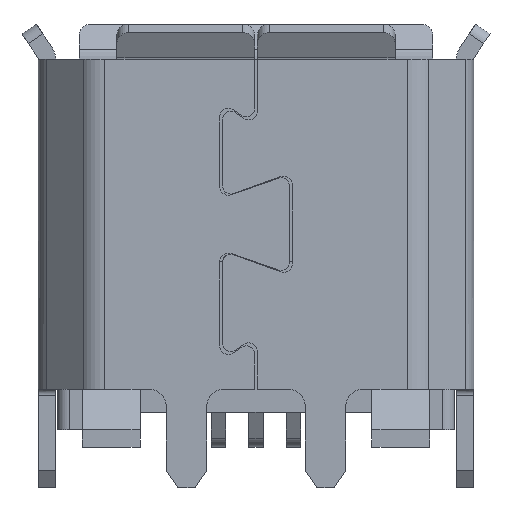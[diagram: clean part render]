
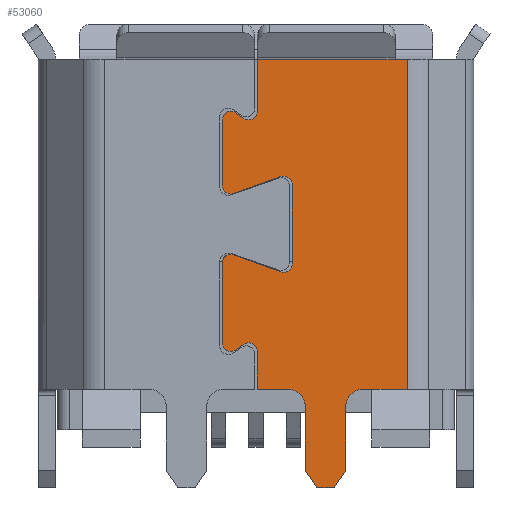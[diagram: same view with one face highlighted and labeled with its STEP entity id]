
A CAD part, front view. The second image highlights one B-rep face of the part: STEP entity #53060.
In plain terms, the highlighted planar face has unit normal (0, -1, 0).
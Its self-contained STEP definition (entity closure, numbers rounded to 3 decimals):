
#23580=CARTESIAN_POINT('',(-1.035,1.068,0.79));
#23590=VERTEX_POINT('',#23580);
#23620=CARTESIAN_POINT('',(-0.895,1.068,0.79));
#23630=DIRECTION('',(0.,-1.,0.));
#23640=DIRECTION('',(-1.,0.,0.));
#23650=AXIS2_PLACEMENT_3D('',#23620,#23630,#23640);
#23660=CIRCLE('',#23650,0.14);
#23670=CARTESIAN_POINT('',(-0.817,1.068,0.674
));
#23680=VERTEX_POINT('',#23670);
#23690=EDGE_CURVE('',#23590,#23680,#23660,.T.);
#25350=CARTESIAN_POINT('',(1.09,1.068,-0.3));
#25360=VERTEX_POINT('',#25350);
#25590=CARTESIAN_POINT('',(1.09,1.068,-1.4));
#25600=VERTEX_POINT('',#25590);
#25630=CARTESIAN_POINT('',(1.09,1.068,0.));
#25640=DIRECTION('',(0.,0.,1.));
#25650=VECTOR('',#25640,1.);
#25660=LINE('',#25630,#25650);
#25670=EDGE_CURVE('',#25600,#25360,#25660,.T.);
#32090=CARTESIAN_POINT('',(1.54,1.068,0.));
#32100=VERTEX_POINT('',#32090);
#34890=CARTESIAN_POINT('',(0.89,1.068,-1.7));
#34900=VERTEX_POINT('',#34890);
#35070=CARTESIAN_POINT('',(0.59,1.068,-1.7));
#35080=VERTEX_POINT('',#35070);
#35110=CARTESIAN_POINT('',(0.,1.068,-1.7));
#35120=DIRECTION('',(1.,0.,0.));
#35130=VECTOR('',#35120,1.);
#35140=LINE('',#35110,#35130);
#35150=EDGE_CURVE('',#35080,#34900,#35140,.T.);
#36570=CARTESIAN_POINT('',(1.39,1.068,0.));
#36580=VERTEX_POINT('',#36570);
#36610=CARTESIAN_POINT('',(0.,1.068,0.));
#36620=DIRECTION('',(1.,0.,0.));
#36630=VECTOR('',#36620,1.);
#36640=LINE('',#36610,#36630);
#36650=EDGE_CURVE('',#36580,#32100,#36640,.T.);
#36760=CARTESIAN_POINT('',(1.39,1.068,-0.3));
#36770=DIRECTION('',(0.,1.,0.));
#36780=DIRECTION('',(1.,0.,0.));
#36790=AXIS2_PLACEMENT_3D('',#36760,#36770,#36780);
#36800=CIRCLE('',#36790,0.3);
#36810=EDGE_CURVE('',#25360,#36580,#36800,.T.);
#43600=CARTESIAN_POINT('',(0.39,1.068,0.));
#43610=DIRECTION('',(0.,0.,1.));
#43620=VECTOR('',#43610,1.);
#43630=LINE('',#43600,#43620);
#43640=CARTESIAN_POINT('',(0.39,1.068,-1.4));
#43650=VERTEX_POINT('',#43640);
#43660=CARTESIAN_POINT('',(0.39,1.068,-0.3));
#43670=VERTEX_POINT('',#43660);
#43680=EDGE_CURVE('',#43650,#43670,#43630,.T.);
#44140=CARTESIAN_POINT('',(-0.544,1.068,0.));
#44150=DIRECTION('',(-0.555,0.,0.832));
#44160=VECTOR('',#44150,1.);
#44170=LINE('',#44140,#44160);
#44180=EDGE_CURVE('',#35080,#43650,#44170,.T.);
#44740=CARTESIAN_POINT('',(0.,1.068,1.229));
#44750=DIRECTION('',(-0.827,0.,-0.562));
#44760=VECTOR('',#44750,1.);
#44770=LINE('',#44740,#44760);
#44780=CARTESIAN_POINT('',(-0.67,1.068,0.774
));
#44790=VERTEX_POINT('',#44780);
#44800=EDGE_CURVE('',#44790,#23680,#44770,.T.);
#45050=CARTESIAN_POINT('',(-0.585,1.068,0.65));
#45060=DIRECTION('',(0.,-1.,0.));
#45070=DIRECTION('',(-1.,0.,0.));
#45080=AXIS2_PLACEMENT_3D('',#45050,#45060,#45070);
#45090=CIRCLE('',#45080,0.15);
#45100=CARTESIAN_POINT('',(-0.435,1.068,0.65));
#45110=VERTEX_POINT('',#45100);
#45120=EDGE_CURVE('',#45110,#44790,#45090,.T.);
#50510=CARTESIAN_POINT('',(2.155,1.068,5.7));
#50520=VERTEX_POINT('',#50510);
#50550=CARTESIAN_POINT('',(0.,1.068,5.7));
#50560=DIRECTION('',(1.,0.,0.));
#50570=VECTOR('',#50560,1.);
#50580=LINE('',#50550,#50570);
#50590=CARTESIAN_POINT('',(1.94,1.068,5.7));
#50600=VERTEX_POINT('',#50590);
#50610=EDGE_CURVE('',#50600,#50520,#50580,.T.);
#51300=CARTESIAN_POINT('',(-1.115,1.068,-1.885));
#51310=DIRECTION('',(-0.,-1.,-0.));
#51320=DIRECTION('',(-1.,0.,0.));
#51330=AXIS2_PLACEMENT_3D('',#51300,#51310,#51320);
#51340=PLANE('',#51330);
#51350=CARTESIAN_POINT('',(0.015,1.068,2.17));
#51360=DIRECTION('',(0.,-1.,0.));
#51370=DIRECTION('',(-1.,0.,0.));
#51380=AXIS2_PLACEMENT_3D('',#51350,#51360,#51370);
#51390=CIRCLE('',#51380,0.15);
#51400=CARTESIAN_POINT('',(-0.036,1.068,2.029))
;
#51410=VERTEX_POINT('',#51400);
#51420=CARTESIAN_POINT('',(0.165,1.068,2.17));
#51430=VERTEX_POINT('',#51420);
#51440=EDGE_CURVE('',#51410,#51430,#51390,.T.);
#51450=ORIENTED_EDGE('',*,*,#51440,.F.);
#51460=CARTESIAN_POINT('',(0.165,1.068,0.));
#51470=DIRECTION('',(0.,0.,1.));
#51480=VECTOR('',#51470,1.);
#51490=LINE('',#51460,#51480);
#51500=CARTESIAN_POINT('',(0.165,1.068,3.53));
#51510=VERTEX_POINT('',#51500);
#51520=EDGE_CURVE('',#51430,#51510,#51490,.T.);
#51530=ORIENTED_EDGE('',*,*,#51520,.F.);
#51540=CARTESIAN_POINT('',(0.015,1.068,3.53));
#51550=DIRECTION('',(0.,-1.,0.));
#51560=DIRECTION('',(-1.,0.,0.));
#51570=AXIS2_PLACEMENT_3D('',#51540,#51550,#51560);
#51580=CIRCLE('',#51570,0.15);
#51590=CARTESIAN_POINT('',(-0.036,1.068,3.671))
;
#51600=VERTEX_POINT('',#51590);
#51610=EDGE_CURVE('',#51510,#51600,#51580,.T.);
#51620=ORIENTED_EDGE('',*,*,#51610,.F.);
#51630=CARTESIAN_POINT('',(0.,1.068,3.684));
#51640=DIRECTION('',(-0.941,0.,-0.339));
#51650=VECTOR('',#51640,1.);
#51660=LINE('',#51630,#51650);
#51670=CARTESIAN_POINT('',(-0.848,1.068,3.378)
);
#51680=VERTEX_POINT('',#51670);
#51690=EDGE_CURVE('',#51600,#51680,#51660,.T.);
#51700=ORIENTED_EDGE('',*,*,#51690,.F.);
#51710=CARTESIAN_POINT('',(-0.895,1.068,3.51));
#51720=DIRECTION('',(0.,-1.,0.));
#51730=DIRECTION('',(-1.,0.,0.));
#51740=AXIS2_PLACEMENT_3D('',#51710,#51720,#51730);
#51750=CIRCLE('',#51740,0.14);
#51760=CARTESIAN_POINT('',(-1.035,1.068,3.51));
#51770=VERTEX_POINT('',#51760);
#51780=EDGE_CURVE('',#51770,#51680,#51750,.T.);
#51790=ORIENTED_EDGE('',*,*,#51780,.T.);
#51800=CARTESIAN_POINT('',(-1.035,1.068,0.));
#51810=DIRECTION('',(0.,0.,1.));
#51820=VECTOR('',#51810,1.);
#51830=LINE('',#51800,#51820);
#51840=CARTESIAN_POINT('',(-1.035,1.068,4.66));
#51850=VERTEX_POINT('',#51840);
#51860=EDGE_CURVE('',#51770,#51850,#51830,.T.);
#51870=ORIENTED_EDGE('',*,*,#51860,.F.);
#51880=CARTESIAN_POINT('',(-0.895,1.068,4.66));
#51890=DIRECTION('',(0.,-1.,0.));
#51900=DIRECTION('',(-1.,0.,0.));
#51910=AXIS2_PLACEMENT_3D('',#51880,#51890,#51900);
#51920=CIRCLE('',#51910,0.14);
#51930=CARTESIAN_POINT('',(-0.817,1.068,4.776)
);
#51940=VERTEX_POINT('',#51930);
#51950=EDGE_CURVE('',#51940,#51850,#51920,.T.);
#51960=ORIENTED_EDGE('',*,*,#51950,.T.);
#51970=CARTESIAN_POINT('',(0.,1.068,4.221));
#51980=DIRECTION('',(0.827,0.,-0.562));
#51990=VECTOR('',#51980,1.);
#52000=LINE('',#51970,#51990);
#52010=CARTESIAN_POINT('',(-0.67,1.068,4.676)
);
#52020=VERTEX_POINT('',#52010);
#52030=EDGE_CURVE('',#51940,#52020,#52000,.T.);
#52040=ORIENTED_EDGE('',*,*,#52030,.F.);
#52050=CARTESIAN_POINT('',(-0.585,1.068,4.8));
#52060=DIRECTION('',(0.,-1.,0.));
#52070=DIRECTION('',(-1.,0.,0.));
#52080=AXIS2_PLACEMENT_3D('',#52050,#52060,#52070);
#52090=CIRCLE('',#52080,0.15);
#52100=CARTESIAN_POINT('',(-0.435,1.068,4.8));
#52110=VERTEX_POINT('',#52100);
#52120=EDGE_CURVE('',#52020,#52110,#52090,.T.);
#52130=ORIENTED_EDGE('',*,*,#52120,.F.);
#52140=CARTESIAN_POINT('',(-0.435,1.068,0.));
#52150=DIRECTION('',(0.,0.,1.));
#52160=VECTOR('',#52150,1.);
#52170=LINE('',#52140,#52160);
#52180=CARTESIAN_POINT('',(-0.435,1.068,5.7));
#52190=VERTEX_POINT('',#52180);
#52200=EDGE_CURVE('',#52110,#52190,#52170,.T.);
#52210=ORIENTED_EDGE('',*,*,#52200,.F.);
#52220=CARTESIAN_POINT('',(1.999,1.068,5.7));
#52230=DIRECTION('',(-1.,0.,0.));
#52240=VECTOR('',#52230,1.);
#52250=LINE('',#52220,#52240);
#52260=EDGE_CURVE('',#50600,#52190,#52250,.T.);
#52270=ORIENTED_EDGE('',*,*,#52260,.T.);
#52280=ORIENTED_EDGE('',*,*,#50610,.F.);
#52290=CARTESIAN_POINT('',(2.155,1.068,0.));
#52300=DIRECTION('',(0.,0.,1.));
#52310=VECTOR('',#52300,1.);
#52320=LINE('',#52290,#52310);
#52330=CARTESIAN_POINT('',(2.155,1.068,0.));
#52340=VERTEX_POINT('',#52330);
#52350=EDGE_CURVE('',#52340,#50520,#52320,.T.);
#52360=ORIENTED_EDGE('',*,*,#52350,.T.);
#52370=CARTESIAN_POINT('',(0.,1.068,0.));
#52380=DIRECTION('',(1.,0.,0.));
#52390=VECTOR('',#52380,1.);
#52400=LINE('',#52370,#52390);
#52410=EDGE_CURVE('',#32100,#52340,#52400,.T.);
#52420=ORIENTED_EDGE('',*,*,#52410,.T.);
#52430=ORIENTED_EDGE('',*,*,#36650,.T.);
#52440=ORIENTED_EDGE('',*,*,#36810,.T.);
#52450=ORIENTED_EDGE('',*,*,#25670,.T.);
#52460=CARTESIAN_POINT('',(2.023,1.068,0.));
#52470=DIRECTION('',(0.555,0.,0.832));
#52480=VECTOR('',#52470,1.);
#52490=LINE('',#52460,#52480);
#52500=EDGE_CURVE('',#34900,#25600,#52490,.T.);
#52510=ORIENTED_EDGE('',*,*,#52500,.T.);
#52520=ORIENTED_EDGE('',*,*,#35150,.T.);
#52530=ORIENTED_EDGE('',*,*,#44180,.F.);
#52540=ORIENTED_EDGE('',*,*,#43680,.F.);
#52550=CARTESIAN_POINT('',(0.09,1.068,-0.3));
#52560=DIRECTION('',(0.,-1.,0.));
#52570=DIRECTION('',(-1.,0.,0.));
#52580=AXIS2_PLACEMENT_3D('',#52550,#52560,#52570);
#52590=CIRCLE('',#52580,0.3);
#52600=CARTESIAN_POINT('',(0.09,1.068,0.));
#52610=VERTEX_POINT('',#52600);
#52620=EDGE_CURVE('',#43670,#52610,#52590,.T.);
#52630=ORIENTED_EDGE('',*,*,#52620,.F.);
#52640=CARTESIAN_POINT('',(0.,1.068,0.));
#52650=DIRECTION('',(1.,0.,0.));
#52660=VECTOR('',#52650,1.);
#52670=LINE('',#52640,#52660);
#52680=CARTESIAN_POINT('',(-0.435,1.068,0.));
#52690=VERTEX_POINT('',#52680);
#52700=EDGE_CURVE('',#52690,#52610,#52670,.T.);
#52710=ORIENTED_EDGE('',*,*,#52700,.T.);
#52720=CARTESIAN_POINT('',(-0.435,1.068,0.));
#52730=DIRECTION('',(0.,0.,1.));
#52740=VECTOR('',#52730,1.);
#52750=LINE('',#52720,#52740);
#52760=EDGE_CURVE('',#52690,#45110,#52750,.T.);
#52770=ORIENTED_EDGE('',*,*,#52760,.F.);
#52780=ORIENTED_EDGE('',*,*,#45120,.F.);
#52790=ORIENTED_EDGE('',*,*,#44800,.F.);
#52800=ORIENTED_EDGE('',*,*,#23690,.T.);
#52810=CARTESIAN_POINT('',(-1.035,1.068,0.));
#52820=DIRECTION('',(0.,0.,1.));
#52830=VECTOR('',#52820,1.);
#52840=LINE('',#52810,#52830);
#52850=CARTESIAN_POINT('',(-1.035,1.068,2.19));
#52860=VERTEX_POINT('',#52850);
#52870=EDGE_CURVE('',#23590,#52860,#52840,.T.);
#52880=ORIENTED_EDGE('',*,*,#52870,.F.);
#52890=CARTESIAN_POINT('',(-0.895,1.068,2.19));
#52900=DIRECTION('',(0.,-1.,0.));
#52910=DIRECTION('',(-1.,0.,0.));
#52920=AXIS2_PLACEMENT_3D('',#52890,#52900,#52910);
#52930=CIRCLE('',#52920,0.14);
#52940=CARTESIAN_POINT('',(-0.848,1.068,2.322)
);
#52950=VERTEX_POINT('',#52940);
#52960=EDGE_CURVE('',#52950,#52860,#52930,.T.);
#52970=ORIENTED_EDGE('',*,*,#52960,.T.);
#52980=CARTESIAN_POINT('',(0.,1.068,2.016));
#52990=DIRECTION('',(0.941,0.,-0.339));
#53000=VECTOR('',#52990,1.);
#53010=LINE('',#52980,#53000);
#53020=EDGE_CURVE('',#52950,#51410,#53010,.T.);
#53030=ORIENTED_EDGE('',*,*,#53020,.F.);
#53040=EDGE_LOOP('',(#53030,#52970,#52880,#52800,#52790,#52780,#52770,
#52710,#52630,#52540,#52530,#52520,#52510,#52450,#52440,#52430,#52420,
#52360,#52280,#52270,#52210,#52130,#52040,#51960,#51870,#51790,#51700,
#51620,#51530,#51450));
#53050=FACE_OUTER_BOUND('',#53040,.T.);
#53060=ADVANCED_FACE('',(#53050),#51340,.T.);
